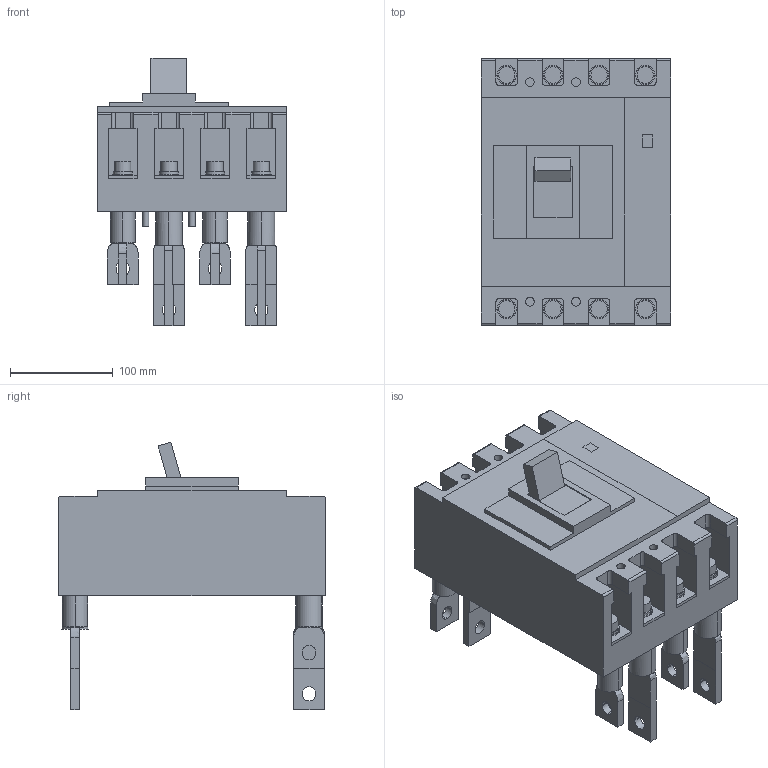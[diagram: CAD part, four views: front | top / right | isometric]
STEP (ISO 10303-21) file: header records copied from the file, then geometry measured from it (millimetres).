
FILE_DESCRIPTION (( 'STEP AP214' ), '1' );
FILE_NAME ('PS400NF4R.STEP', '2023-01-20T11:05:17', ( 'CAD' ), ( '' ), 'SwSTEP 2.0', 'SolidWorks 2015', '' );
FILE_SCHEMA (( 'AUTOMOTIVE_DESIGN' ));
Length unit declared in the file: millimetre
Products named in the file (1): PS400NF4R
Bounding box: 185 x 260 x 260.6 mm (x, y, z)
Volume: 4817970.2 mm3; surface area: 346559.3 mm2
Topology: 29 solids, 29 shells, 554 faces, 1296 edges, 848 vertices
Faces by surface type: plane 336, cylinder 202, bspline 16
Entity records: 19823 total; most frequent: CARTESIAN_POINT 3635, DIRECTION 2738, ORIENTED_EDGE 2592, EDGE_CURVE 1296, AXIS2_PLACEMENT_3D 975, VERTEX_POINT 848, LINE 788, VECTOR 788
